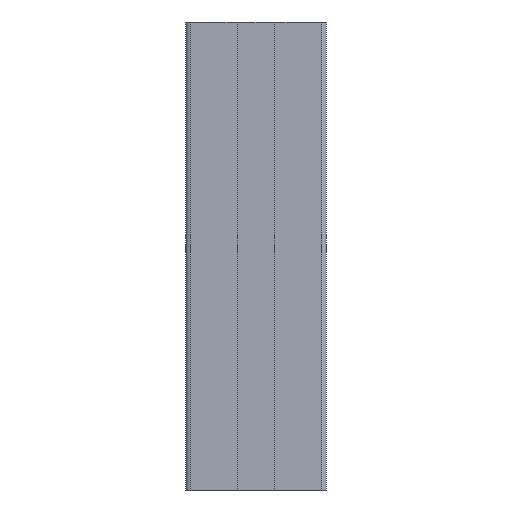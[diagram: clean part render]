
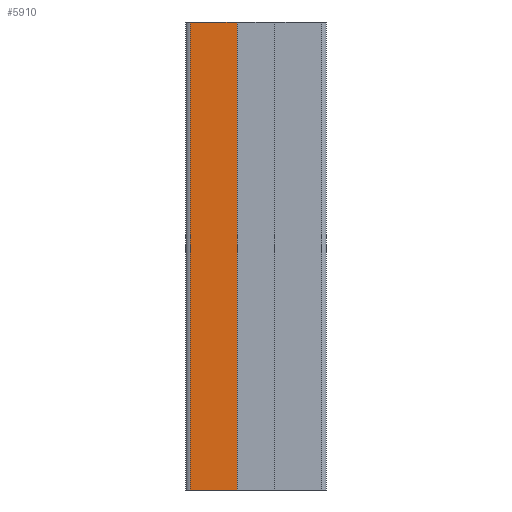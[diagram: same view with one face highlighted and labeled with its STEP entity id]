
A CAD part, left-side view. The second image highlights one B-rep face of the part: STEP entity #5910.
In plain terms, the highlighted planar face has unit normal (-1, 0, 0).
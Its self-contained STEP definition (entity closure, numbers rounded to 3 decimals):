
#1080=CARTESIAN_POINT('',(-18.885,-2.683,405.));
#1090=DIRECTION('',(0.,1.,0.));
#1100=VECTOR('',#1090,1.);
#1110=LINE('',#1080,#1100);
#1120=CARTESIAN_POINT('',(-18.885,-2.658,405.));
#1130=VERTEX_POINT('',#1120);
#1140=CARTESIAN_POINT('',(-18.885,7.317,405.));
#1150=VERTEX_POINT('',#1140);
#1160=EDGE_CURVE('',#1130,#1150,#1110,.T.);
#5610=CARTESIAN_POINT('',(-18.885,-2.683,0.));
#5620=DIRECTION('',(-1.,0.,0.));
#5630=DIRECTION('',(0.,1.,0.));
#5640=AXIS2_PLACEMENT_3D('',#5610,#5620,#5630);
#5650=PLANE('',#5640);
#5660=CARTESIAN_POINT('',(-18.885,0.,305.));
#5670=DIRECTION('',(0.,-1.,0.));
#5680=VECTOR('',#5670,1.);
#5690=LINE('',#5660,#5680);
#5700=CARTESIAN_POINT('',(-18.885,7.317,305.));
#5710=VERTEX_POINT('',#5700);
#5720=CARTESIAN_POINT('',(-18.885,-2.658,305.));
#5730=VERTEX_POINT('',#5720);
#5740=EDGE_CURVE('',#5710,#5730,#5690,.T.);
#5750=ORIENTED_EDGE('',*,*,#5740,.T.);
#5760=CARTESIAN_POINT('',(-18.885,7.317,0.));
#5770=DIRECTION('',(0.,0.,1.));
#5780=VECTOR('',#5770,1.);
#5790=LINE('',#5760,#5780);
#5800=EDGE_CURVE('',#5710,#1150,#5790,.T.);
#5810=ORIENTED_EDGE('',*,*,#5800,.F.);
#5820=ORIENTED_EDGE('',*,*,#1160,.T.);
#5830=CARTESIAN_POINT('',(-18.885,-2.658,0.));
#5840=DIRECTION('',(0.,0.,1.));
#5850=VECTOR('',#5840,1.);
#5860=LINE('',#5830,#5850);
#5870=EDGE_CURVE('',#5730,#1130,#5860,.T.);
#5880=ORIENTED_EDGE('',*,*,#5870,.T.);
#5890=EDGE_LOOP('',(#5880,#5820,#5810,#5750));
#5900=FACE_OUTER_BOUND('',#5890,.T.);
#5910=ADVANCED_FACE('',(#5900),#5650,.T.);
